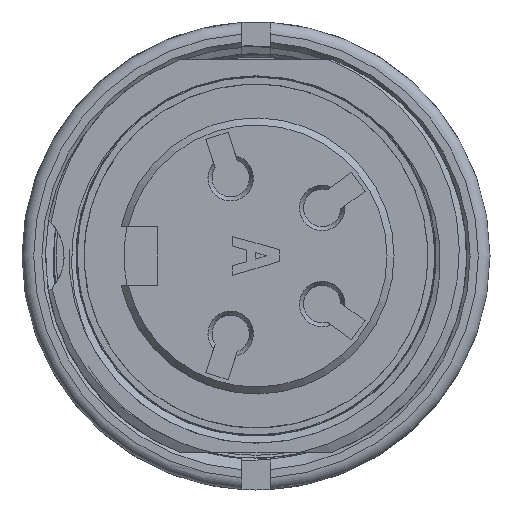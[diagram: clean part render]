
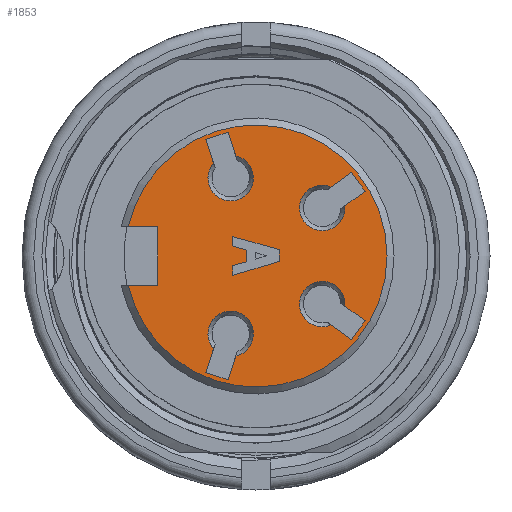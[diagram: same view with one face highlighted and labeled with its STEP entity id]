
A CAD part, front view. The second image highlights one B-rep face of the part: STEP entity #1853.
In plain terms, the highlighted planar face has unit normal (0, -1, 0).
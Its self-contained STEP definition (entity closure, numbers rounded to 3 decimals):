
#1853=ADVANCED_FACE('',(#2218,#2219,#2220,#2221,#2222,#2223),#2089,.T.);
#2089=PLANE('',#6739);
#2218=FACE_BOUND('',#2488,.T.);
#2219=FACE_BOUND('',#2489,.T.);
#2220=FACE_BOUND('',#2490,.T.);
#2221=FACE_BOUND('',#2491,.T.);
#2222=FACE_BOUND('',#2492,.T.);
#2223=FACE_BOUND('',#2493,.T.);
#2488=EDGE_LOOP('',(#3595,#3596,#3597,#3598));
#2489=EDGE_LOOP('',(#3599,#3600,#3601,#3602));
#2490=EDGE_LOOP('',(#3603,#3604,#3605,#3606));
#2491=EDGE_LOOP('',(#3607,#3608,#3609,#3610));
#2492=EDGE_LOOP('',(#3611,#3612,#3613,#3614));
#2493=EDGE_LOOP('',(#3615,#3616,#3617,#3618,#3619,#3620,#3621,#3622));
#2706=CIRCLE('',#6719,0.973);
#2707=CIRCLE('',#6724,0.973);
#2708=CIRCLE('',#6729,0.973);
#2709=CIRCLE('',#6734,0.973);
#2710=CIRCLE('',#6738,5.6);
#3595=ORIENTED_EDGE('',*,*,#5421,.T.);
#3596=ORIENTED_EDGE('',*,*,#5420,.T.);
#3597=ORIENTED_EDGE('',*,*,#5417,.F.);
#3598=ORIENTED_EDGE('',*,*,#5415,.T.);
#3599=ORIENTED_EDGE('',*,*,#5413,.T.);
#3600=ORIENTED_EDGE('',*,*,#5412,.T.);
#3601=ORIENTED_EDGE('',*,*,#5409,.F.);
#3602=ORIENTED_EDGE('',*,*,#5407,.T.);
#3603=ORIENTED_EDGE('',*,*,#5422,.T.);
#3604=ORIENTED_EDGE('',*,*,#5423,.T.);
#3605=ORIENTED_EDGE('',*,*,#5424,.T.);
#3606=ORIENTED_EDGE('',*,*,#5425,.T.);
#3607=ORIENTED_EDGE('',*,*,#5405,.T.);
#3608=ORIENTED_EDGE('',*,*,#5404,.T.);
#3609=ORIENTED_EDGE('',*,*,#5401,.F.);
#3610=ORIENTED_EDGE('',*,*,#5399,.T.);
#3611=ORIENTED_EDGE('',*,*,#5397,.T.);
#3612=ORIENTED_EDGE('',*,*,#5396,.T.);
#3613=ORIENTED_EDGE('',*,*,#5393,.F.);
#3614=ORIENTED_EDGE('',*,*,#5391,.T.);
#3615=ORIENTED_EDGE('',*,*,#5389,.T.);
#3616=ORIENTED_EDGE('',*,*,#5387,.T.);
#3617=ORIENTED_EDGE('',*,*,#5385,.T.);
#3618=ORIENTED_EDGE('',*,*,#5383,.T.);
#3619=ORIENTED_EDGE('',*,*,#5381,.T.);
#3620=ORIENTED_EDGE('',*,*,#5379,.T.);
#3621=ORIENTED_EDGE('',*,*,#5377,.T.);
#3622=ORIENTED_EDGE('',*,*,#5374,.T.);
#4700=VERTEX_POINT('',#9792);
#4701=VERTEX_POINT('',#9793);
#4702=VERTEX_POINT('',#9798);
#4703=VERTEX_POINT('',#9802);
#4704=VERTEX_POINT('',#9806);
#4705=VERTEX_POINT('',#9810);
#4706=VERTEX_POINT('',#9814);
#4707=VERTEX_POINT('',#9818);
#4708=VERTEX_POINT('',#9824);
#4709=VERTEX_POINT('',#9826);
#4710=VERTEX_POINT('',#9836);
#4711=VERTEX_POINT('',#9843);
#4712=VERTEX_POINT('',#9849);
#4713=VERTEX_POINT('',#9851);
#4714=VERTEX_POINT('',#9861);
#4715=VERTEX_POINT('',#9868);
#4716=VERTEX_POINT('',#9874);
#4717=VERTEX_POINT('',#9876);
#4718=VERTEX_POINT('',#9886);
#4719=VERTEX_POINT('',#9893);
#4720=VERTEX_POINT('',#9899);
#4721=VERTEX_POINT('',#9901);
#4722=VERTEX_POINT('',#9911);
#4723=VERTEX_POINT('',#9918);
#4724=VERTEX_POINT('',#9924);
#4725=VERTEX_POINT('',#9925);
#4726=VERTEX_POINT('',#9927);
#4727=VERTEX_POINT('',#9929);
#5374=EDGE_CURVE('',#4700,#4701,#5994,.T.);
#5377=EDGE_CURVE('',#4702,#4700,#5997,.T.);
#5379=EDGE_CURVE('',#4703,#4702,#5999,.T.);
#5381=EDGE_CURVE('',#4704,#4703,#6001,.T.);
#5383=EDGE_CURVE('',#4705,#4704,#6003,.T.);
#5385=EDGE_CURVE('',#4706,#4705,#6005,.T.);
#5387=EDGE_CURVE('',#4707,#4706,#6007,.T.);
#5389=EDGE_CURVE('',#4701,#4707,#6009,.T.);
#5391=EDGE_CURVE('',#4709,#4708,#6011,.T.);
#5393=EDGE_CURVE('',#4709,#4710,#2706,.T.);
#5396=EDGE_CURVE('',#4711,#4710,#6013,.T.);
#5397=EDGE_CURVE('',#4708,#4711,#6014,.T.);
#5399=EDGE_CURVE('',#4713,#4712,#6016,.T.);
#5401=EDGE_CURVE('',#4713,#4714,#2707,.T.);
#5404=EDGE_CURVE('',#4715,#4714,#6018,.T.);
#5405=EDGE_CURVE('',#4712,#4715,#6019,.T.);
#5407=EDGE_CURVE('',#4717,#4716,#6021,.T.);
#5409=EDGE_CURVE('',#4717,#4718,#2708,.T.);
#5412=EDGE_CURVE('',#4719,#4718,#6023,.T.);
#5413=EDGE_CURVE('',#4716,#4719,#6024,.T.);
#5415=EDGE_CURVE('',#4721,#4720,#6026,.T.);
#5417=EDGE_CURVE('',#4721,#4722,#2709,.T.);
#5420=EDGE_CURVE('',#4723,#4722,#6028,.T.);
#5421=EDGE_CURVE('',#4720,#4723,#6029,.T.);
#5422=EDGE_CURVE('',#4724,#4725,#2710,.T.);
#5423=EDGE_CURVE('',#4725,#4726,#6030,.T.);
#5424=EDGE_CURVE('',#4726,#4727,#6031,.T.);
#5425=EDGE_CURVE('',#4727,#4724,#6032,.T.);
#5994=LINE('',#9791,#6344);
#5997=LINE('',#9797,#6347);
#5999=LINE('',#9801,#6349);
#6001=LINE('',#9805,#6351);
#6003=LINE('',#9809,#6353);
#6005=LINE('',#9813,#6355);
#6007=LINE('',#9817,#6357);
#6009=LINE('',#9821,#6359);
#6011=LINE('',#9825,#6361);
#6013=LINE('',#9844,#6363);
#6014=LINE('',#9846,#6364);
#6016=LINE('',#9850,#6366);
#6018=LINE('',#9869,#6368);
#6019=LINE('',#9871,#6369);
#6021=LINE('',#9875,#6371);
#6023=LINE('',#9894,#6373);
#6024=LINE('',#9896,#6374);
#6026=LINE('',#9900,#6376);
#6028=LINE('',#9919,#6378);
#6029=LINE('',#9921,#6379);
#6030=LINE('',#9926,#6380);
#6031=LINE('',#9928,#6381);
#6032=LINE('',#9930,#6382);
#6344=VECTOR('',#7471,1.);
#6347=VECTOR('',#7476,1.);
#6349=VECTOR('',#7480,1.);
#6351=VECTOR('',#7484,1.);
#6353=VECTOR('',#7488,1.);
#6355=VECTOR('',#7492,1.);
#6357=VECTOR('',#7496,1.);
#6359=VECTOR('',#7500,1.);
#6361=VECTOR('',#7504,1.);
#6363=VECTOR('',#7512,1.);
#6364=VECTOR('',#7515,1.);
#6366=VECTOR('',#7519,1.);
#6368=VECTOR('',#7527,1.);
#6369=VECTOR('',#7530,1.);
#6371=VECTOR('',#7534,1.);
#6373=VECTOR('',#7542,1.);
#6374=VECTOR('',#7545,1.);
#6376=VECTOR('',#7549,1.);
#6378=VECTOR('',#7557,1.);
#6379=VECTOR('',#7560,1.);
#6380=VECTOR('',#7565,1.);
#6381=VECTOR('',#7566,1.);
#6382=VECTOR('',#7567,1.);
#6719=AXIS2_PLACEMENT_3D('',#9835,#7507,#7508);
#6724=AXIS2_PLACEMENT_3D('',#9860,#7522,#7523);
#6729=AXIS2_PLACEMENT_3D('',#9885,#7537,#7538);
#6734=AXIS2_PLACEMENT_3D('',#9910,#7552,#7553);
#6738=AXIS2_PLACEMENT_3D('',#9923,#7563,#7564);
#6739=AXIS2_PLACEMENT_3D('',#9931,#7568,#7569);
#7471=DIRECTION('',(0.,0.,1.));
#7476=DIRECTION('',(-0.958,0.,0.287));
#7480=DIRECTION('',(0.,0.,1.));
#7484=DIRECTION('',(0.966,0.,0.258));
#7488=DIRECTION('',(0.,0.,1.));
#7492=DIRECTION('',(-0.958,0.,-0.287));
#7496=DIRECTION('',(0.,0.,-1.));
#7500=DIRECTION('',(0.963,0.,-0.27));
#7504=DIRECTION('',(-0.309,0.,-0.951));
#7507=DIRECTION('',(0.,-1.,0.));
#7508=DIRECTION('',(0.793,0.,-0.609));
#7512=DIRECTION('',(0.309,0.,0.951));
#7515=DIRECTION('',(-0.951,0.,0.309));
#7519=DIRECTION('',(0.809,0.,0.588));
#7522=DIRECTION('',(0.,-1.,0.));
#7523=DIRECTION('',(-0.284,0.,0.959));
#7527=DIRECTION('',(-0.809,0.,-0.588));
#7530=DIRECTION('',(0.588,0.,-0.809));
#7534=DIRECTION('',(0.809,0.,-0.588));
#7537=DIRECTION('',(0.,-1.,0.));
#7538=DIRECTION('',(0.824,0.,0.566));
#7542=DIRECTION('',(-0.809,0.,0.588));
#7545=DIRECTION('',(-0.588,0.,-0.809));
#7549=DIRECTION('',(-0.309,0.,0.951));
#7552=DIRECTION('',(0.,-1.,0.));
#7553=DIRECTION('',(-1.,0.,0.026));
#7557=DIRECTION('',(0.309,0.,-0.951));
#7560=DIRECTION('',(0.951,0.,0.309));
#7563=DIRECTION('',(0.,-1.,0.));
#7564=DIRECTION('',(-1.,0.,0.));
#7565=DIRECTION('',(1.,0.,0.));
#7566=DIRECTION('',(0.,0.,-1.));
#7567=DIRECTION('',(-1.,0.,0.));
#7568=DIRECTION('',(0.,-1.,0.));
#7569=DIRECTION('',(-1.,0.,0.));
#9791=CARTESIAN_POINT('',(-0.404,-25.106,0.43));
#9792=CARTESIAN_POINT('',(-0.404,-25.106,0.43));
#9793=CARTESIAN_POINT('',(-0.404,-25.106,0.83));
#9797=CARTESIAN_POINT('',(0.196,-25.106,0.25));
#9798=CARTESIAN_POINT('',(0.196,-25.106,0.25));
#9801=CARTESIAN_POINT('',(0.196,-25.106,-0.25));
#9802=CARTESIAN_POINT('',(0.196,-25.106,-0.25));
#9805=CARTESIAN_POINT('',(-0.404,-25.106,-0.41));
#9806=CARTESIAN_POINT('',(-0.404,-25.106,-0.41));
#9809=CARTESIAN_POINT('',(-0.404,-25.106,-0.83));
#9810=CARTESIAN_POINT('',(-0.404,-25.106,-0.83));
#9813=CARTESIAN_POINT('',(1.596,-25.106,-0.23));
#9814=CARTESIAN_POINT('',(1.596,-25.106,-0.23));
#9817=CARTESIAN_POINT('',(1.596,-25.106,0.27));
#9818=CARTESIAN_POINT('',(1.596,-25.106,0.27));
#9821=CARTESIAN_POINT('',(-0.404,-25.106,0.83));
#9824=CARTESIAN_POINT('',(-0.597,-25.106,-5.29));
#9825=CARTESIAN_POINT('',(-0.01,-25.106,-3.483));
#9826=CARTESIAN_POINT('',(-0.268,-25.106,-4.277));
#9835=CARTESIAN_POINT('',(-0.486,-25.106,-3.329));
#9836=CARTESIAN_POINT('',(-1.219,-25.106,-3.968));
#9843=CARTESIAN_POINT('',(-1.548,-25.106,-4.981));
#9844=CARTESIAN_POINT('',(-1.548,-25.106,-4.981));
#9846=CARTESIAN_POINT('',(-0.597,-25.106,-5.29));
#9849=CARTESIAN_POINT('',(4.671,-25.106,3.579));
#9850=CARTESIAN_POINT('',(3.134,-25.106,2.462));
#9851=CARTESIAN_POINT('',(3.809,-25.106,2.953));
#9860=CARTESIAN_POINT('',(3.428,-25.106,2.057));
#9861=CARTESIAN_POINT('',(4.397,-25.106,2.144));
#9868=CARTESIAN_POINT('',(5.259,-25.106,2.77));
#9869=CARTESIAN_POINT('',(5.259,-25.106,2.77));
#9871=CARTESIAN_POINT('',(4.671,-25.106,3.579));
#9874=CARTESIAN_POINT('',(5.259,-25.106,-2.77));
#9875=CARTESIAN_POINT('',(3.722,-25.106,-1.653));
#9876=CARTESIAN_POINT('',(4.397,-25.106,-2.144));
#9885=CARTESIAN_POINT('',(3.428,-25.106,-2.057));
#9886=CARTESIAN_POINT('',(3.809,-25.106,-2.953));
#9893=CARTESIAN_POINT('',(4.671,-25.106,-3.579));
#9894=CARTESIAN_POINT('',(4.671,-25.106,-3.579));
#9896=CARTESIAN_POINT('',(5.259,-25.106,-2.77));
#9899=CARTESIAN_POINT('',(-1.548,-25.106,4.981));
#9900=CARTESIAN_POINT('',(-0.961,-25.106,3.174));
#9901=CARTESIAN_POINT('',(-1.219,-25.106,3.968));
#9910=CARTESIAN_POINT('',(-0.486,-25.106,3.329));
#9911=CARTESIAN_POINT('',(-0.268,-25.106,4.277));
#9918=CARTESIAN_POINT('',(-0.597,-25.106,5.29));
#9919=CARTESIAN_POINT('',(-0.597,-25.106,5.29));
#9921=CARTESIAN_POINT('',(-1.548,-25.106,4.981));
#9923=CARTESIAN_POINT('',(0.596,-25.106,0.));
#9924=CARTESIAN_POINT('',(-4.863,-25.106,-1.25));
#9925=CARTESIAN_POINT('',(-4.863,-25.106,1.25));
#9926=CARTESIAN_POINT('',(-5.904,-25.106,1.25));
#9927=CARTESIAN_POINT('',(-3.604,-25.106,1.25));
#9928=CARTESIAN_POINT('',(-3.604,-25.106,1.25));
#9929=CARTESIAN_POINT('',(-3.604,-25.106,-1.25));
#9930=CARTESIAN_POINT('',(-3.604,-25.106,-1.25));
#9931=CARTESIAN_POINT('',(0.596,-25.106,0.));
